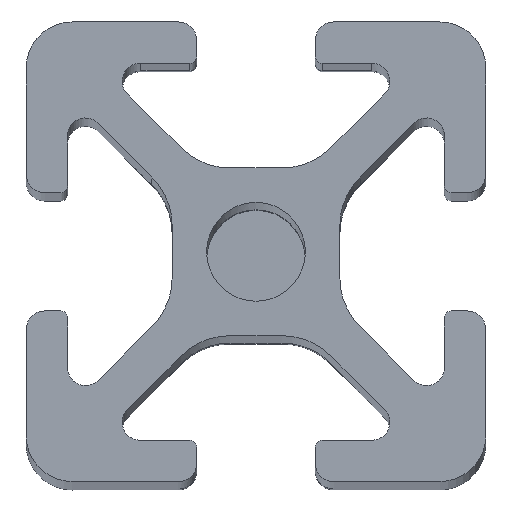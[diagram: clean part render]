
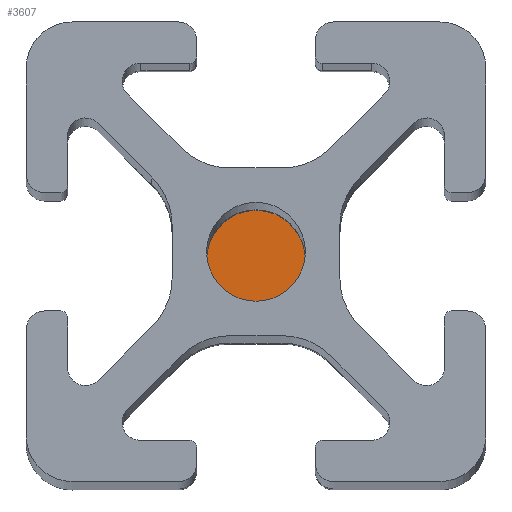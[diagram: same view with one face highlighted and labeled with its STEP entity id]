
A CAD part, top view. The second image highlights one B-rep face of the part: STEP entity #3607.
In plain terms, the highlighted planar face has unit normal (0, 0, 1).
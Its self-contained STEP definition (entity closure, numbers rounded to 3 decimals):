
#153 = PLANE ( 'NONE',  #3535 ) ;
#246 = FACE_OUTER_BOUND ( 'NONE', #1167, .T. ) ;
#798 = ORIENTED_EDGE ( 'NONE', *, *, #3787, .T. ) ;
#858 = CARTESIAN_POINT ( 'NONE',  ( 3.275, -8.865, 0. ) ) ;
#974 = DIRECTION ( 'NONE',  ( -1., 0., 0. ) ) ;
#1105 = CARTESIAN_POINT ( 'NONE',  ( -1.225, -10., 0. ) ) ;
#1131 = VERTEX_POINT ( 'NONE', #4219 ) ;
#1167 = EDGE_LOOP ( 'NONE', ( #1247, #798 ) ) ;
#1247 = ORIENTED_EDGE ( 'NONE', *, *, #1375, .T. ) ;
#1375 = EDGE_CURVE ( 'NONE', #1131, #3571, #3687, .T. ) ;
#1803 = DIRECTION ( 'NONE',  ( 0., 0., -1. ) ) ;
#2269 = DIRECTION ( 'NONE',  ( 0., 0., 1. ) ) ;
#2282 = CIRCLE ( 'NONE', #2702, 2.15 ) ;
#2451 = DIRECTION ( 'NONE',  ( 0., 0., 1. ) ) ;
#2702 = AXIS2_PLACEMENT_3D ( 'NONE', #3933, #2269, #974 ) ;
#3087 = CARTESIAN_POINT ( 'NONE',  ( -3.375, -10., 0. ) ) ;
#3477 = DIRECTION ( 'NONE',  ( -1., 0., 0. ) ) ;
#3535 = AXIS2_PLACEMENT_3D ( 'NONE', #858, #1803, #3477 ) ;
#3571 = VERTEX_POINT ( 'NONE', #1105 ) ;
#3607 = ADVANCED_FACE ( 'NONE', ( #246 ), #153, .F. ) ;
#3687 = CIRCLE ( 'NONE', #4248, 2.15 ) ;
#3765 = DIRECTION ( 'NONE',  ( -1., 0., 0. ) ) ;
#3787 = EDGE_CURVE ( 'NONE', #3571, #1131, #2282, .T. ) ;
#3933 = CARTESIAN_POINT ( 'NONE',  ( -3.375, -10., 0. ) ) ;
#4219 = CARTESIAN_POINT ( 'NONE',  ( -5.525, -10., 0. ) ) ;
#4248 = AXIS2_PLACEMENT_3D ( 'NONE', #3087, #2451, #3765 ) ;
